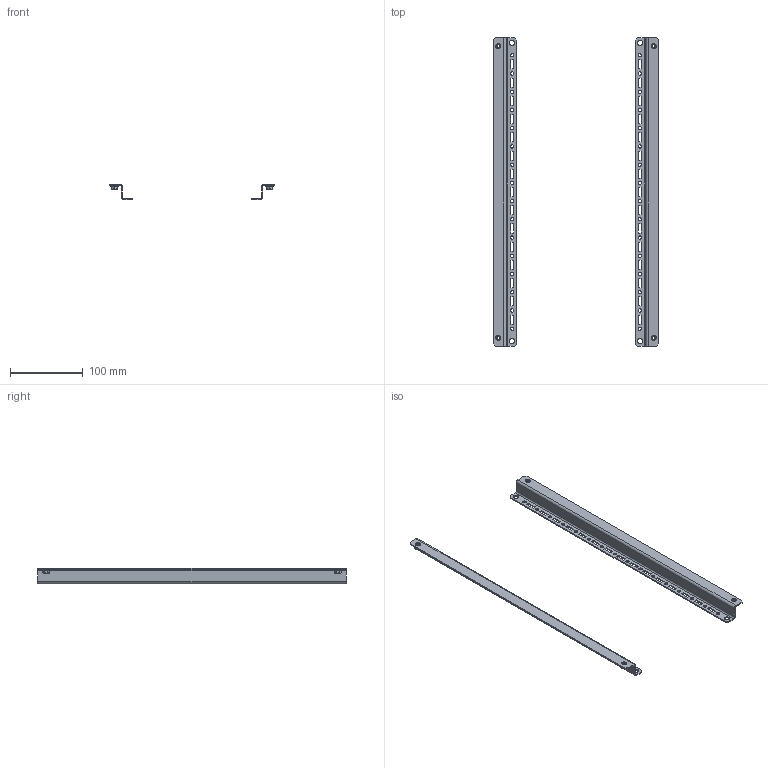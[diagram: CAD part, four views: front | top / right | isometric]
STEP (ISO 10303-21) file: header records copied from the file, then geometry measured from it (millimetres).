
FILE_DESCRIPTION (( 'STEP AP203' ), '1' );
FILE_NAME ('U8018420302 Êîìïëåêò ñòîåê âíóòðåííåé äâåðè UC2_UC2M 50.00 (2øò) (000.801.053-02).STEP', '2022-04-29T07:05:53', ( '' ), ( '' ), 'SwSTEP 2.0', 'SolidWorks 2017', '' );
FILE_SCHEMA (( 'CONFIG_CONTROL_DESIGN' ));
Length unit declared in the file: millimetre
Products named in the file (3): 019-61 砑鳧罻_02 (50); hex flange nut_din_Hexagon Flange Nut DIN 6923 - M5 - N; U8018420302 Êîìïëåêò ñòîåê âíóòðåííåé äâåðè UC2_UC2M 50.00 (2øò) (000.801.053-02)
Assembly tree (6 placements, depth 2):
  U8018420302 Êîìïëåêò ñòîåê âíóòðåííåé äâåðè UC2_UC2M 50.00 (2øò) (000.801.053-02)
    019-61 砑鳧罻_02 (50)  x2
    hex flange nut_din_Hexagon Flange Nut DIN 6923 - M5 - N  x4
Bounding box: 227 x 423 x 21 mm (x, y, z)
Volume: 60028.2 mm3; surface area: 85334.8 mm2
Topology: 6 solids, 6 shells, 380 faces, 992 edges, 624 vertices
Faces by surface type: plane 196, cylinder 104, cone 48, bspline 24, torus 8
Entity records: 5673 total; most frequent: CARTESIAN_POINT 1137, ORIENTED_EDGE 852, DIRECTION 826, EDGE_CURVE 426, VECTOR 284, LINE 284, VERTEX_POINT 272, AXIS2_PLACEMENT_3D 271
